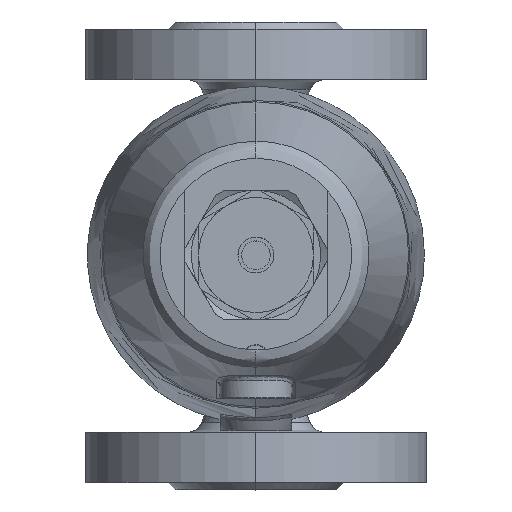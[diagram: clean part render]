
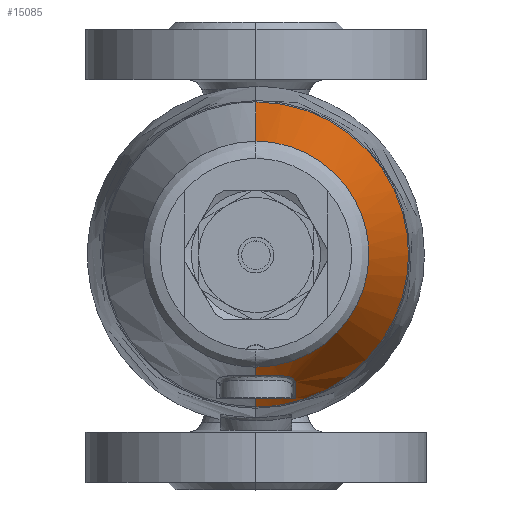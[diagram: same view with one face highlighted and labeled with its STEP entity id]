
A CAD part, top view. The second image highlights one B-rep face of the part: STEP entity #15085.
In plain terms, the highlighted free-form (B-spline) face has degree [2, 1] with [5, 2] control points.
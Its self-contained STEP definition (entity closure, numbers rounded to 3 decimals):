
#14990 = CARTESIAN_POINT ('', (0., -40., 273.782));
#14991 = VERTEX_POINT ('', #14990);
#14992 = CARTESIAN_POINT ('', (0., -42.462, 265.741));
#14993 = VERTEX_POINT ('', #14992);
#14994 = CARTESIAN_POINT ('', (0., -40., 273.782));
#14995 = CARTESIAN_POINT ('', (0., -42.462, 265.741));
#14996 = B_SPLINE_CURVE_WITH_KNOTS ('', 1, (#14994, #14995), .UNSPECIFIED., .F., .U., (2, 2), (0.777, 1.), .UNSPECIFIED.);
#14997 = EDGE_CURVE ('', #14991, #14993, #14996, .T.);
#14998 = ORIENTED_EDGE ('', *, *, #14997, .T.);
#14999 = CARTESIAN_POINT ('', (0., 42.462, 265.741));
#15000 = VERTEX_POINT ('', #14999);
#15001 = CARTESIAN_POINT ('', (0., 42.462, 265.741));
#15002 = CARTESIAN_POINT ('', (42.462, 42.462, 265.741));
#15003 = CARTESIAN_POINT ('', (42.462, 0., 265.741));
#15004 = CARTESIAN_POINT ('', (42.462, -42.462, 265.741));
#15005 = CARTESIAN_POINT ('', (0., -42.462, 265.741));
#15006 = (
   BOUNDED_CURVE ()
   B_SPLINE_CURVE (2, (#15001, #15002, #15003, #15004, #15005), .UNSPECIFIED., .F., .U.)
   B_SPLINE_CURVE_WITH_KNOTS ((3, 2, 3), (360., 450., 540.), .UNSPECIFIED.)
   CURVE ()
   GEOMETRIC_REPRESENTATION_ITEM ()
   RATIONAL_B_SPLINE_CURVE ((1., 0.707, 1., 0.707, 1.))
   REPRESENTATION_ITEM ('')
);
#15007 = EDGE_CURVE ('', #15000, #14993, #15006, .T.);
#15008 = ORIENTED_EDGE ('', *, *, #15007, .F.);
#15009 = CARTESIAN_POINT ('', (0., 31.433, 301.764));
#15010 = VERTEX_POINT ('', #15009);
#15011 = CARTESIAN_POINT ('', (0., 42.462, 265.741));
#15012 = CARTESIAN_POINT ('', (0., 31.433, 301.764));
#15013 = B_SPLINE_CURVE_WITH_KNOTS ('', 1, (#15011, #15012), .UNSPECIFIED., .F., .U., (2, 2), (0., 1.), .UNSPECIFIED.);
#15014 = EDGE_CURVE ('', #15000, #15010, #15013, .T.);
#15015 = ORIENTED_EDGE ('', *, *, #15014, .T.);
#15016 = CARTESIAN_POINT ('', (0., -31.433, 301.764));
#15017 = VERTEX_POINT ('', #15016);
#15018 = CARTESIAN_POINT ('', (0., -31.433, 301.764));
#15019 = CARTESIAN_POINT ('', (31.433, -31.433, 301.764));
#15020 = CARTESIAN_POINT ('', (31.433, 0., 301.764));
#15021 = CARTESIAN_POINT ('', (31.433, 31.433, 301.764));
#15022 = CARTESIAN_POINT ('', (0., 31.433, 301.764));
#15023 = (
   BOUNDED_CURVE ()
   B_SPLINE_CURVE (2, (#15018, #15019, #15020, #15021, #15022), .UNSPECIFIED., .F., .U.)
   B_SPLINE_CURVE_WITH_KNOTS ((3, 2, 3), (180., 270., 360.), .UNSPECIFIED.)
   CURVE ()
   GEOMETRIC_REPRESENTATION_ITEM ()
   RATIONAL_B_SPLINE_CURVE ((1., 0.707, 1., 0.707, 1.))
   REPRESENTATION_ITEM ('')
);
#15024 = EDGE_CURVE ('', #15017, #15010, #15023, .T.);
#15025 = ORIENTED_EDGE ('', *, *, #15024, .F.);
#15026 = CARTESIAN_POINT ('', (0., -33.721, 294.29));
#15027 = VERTEX_POINT ('', #15026);
#15028 = CARTESIAN_POINT ('', (0., -31.433, 301.764));
#15029 = CARTESIAN_POINT ('', (0., -33.721, 294.29));
#15030 = B_SPLINE_CURVE_WITH_KNOTS ('', 1, (#15028, #15029), .UNSPECIFIED., .F., .U., (2, 2), (0., 0.207), .UNSPECIFIED.);
#15031 = EDGE_CURVE ('', #15017, #15027, #15030, .T.);
#15032 = ORIENTED_EDGE ('', *, *, #15031, .T.);
#15033 = CARTESIAN_POINT ('', (11.004, -35.547, 282.89));
#15034 = VERTEX_POINT ('', #15033);
#15035 = CARTESIAN_POINT ('', (11.004, -35.547, 282.89));
#15036 = CARTESIAN_POINT ('', (11.002, -35.285, 283.71));
#15037 = CARTESIAN_POINT ('', (10.825, -34.809, 285.367));
#15038 = CARTESIAN_POINT ('', (10.028, -34.281, 287.781));
#15039 = CARTESIAN_POINT ('', (8.718, -33.949, 289.98));
#15040 = CARTESIAN_POINT ('', (6.959, -33.782, 291.831));
#15041 = CARTESIAN_POINT ('', (4.845, -33.725, 293.227));
#15042 = CARTESIAN_POINT ('', (2.485, -33.719, 294.094));
#15043 = CARTESIAN_POINT ('', (0.828, -33.721, 294.29));
#15044 = CARTESIAN_POINT ('', (0., -33.721, 294.29));
#15045 = CARTESIAN_POINT ('', (0., -33.721, 294.29));
#15046 = B_SPLINE_CURVE_WITH_KNOTS ('', 3, (#15035, #15036, #15037, #15038, #15039, #15040, #15041, #15042, #15043, #15044, #15045), .UNSPECIFIED., .F., .U., (4, 1, 1, 1, 1, 1, 1, 1, 4), (-3.617, -3.359, -3.1, -2.842, -2.584, -2.325, -2.067, -1.809, -1.809), .UNSPECIFIED.);
#15047 = EDGE_CURVE ('', #15034, #15027, #15046, .T.);
#15048 = ORIENTED_EDGE ('', *, *, #15047, .F.);
#15049 = CARTESIAN_POINT ('', (11.044, -40., 268.894));
#15050 = VERTEX_POINT ('', #15049);
#15051 = CARTESIAN_POINT ('', (11.044, -40., 268.894));
#15052 = CARTESIAN_POINT ('', (11.032, -38.521, 273.561));
#15053 = CARTESIAN_POINT ('', (11.019, -37.037, 278.227));
#15054 = CARTESIAN_POINT ('', (11.004, -35.547, 282.89));
#15055 = B_SPLINE_CURVE_WITH_KNOTS ('', 3, (#15051, #15052, #15053, #15054), .UNSPECIFIED., .F., .U., (4, 4), (-1.469, 0.), .UNSPECIFIED.);
#15056 = EDGE_CURVE ('', #15050, #15034, #15055, .T.);
#15057 = ORIENTED_EDGE ('', *, *, #15056, .F.);
#15058 = CARTESIAN_POINT ('', (10., -40., 269.761));
#15059 = VERTEX_POINT ('', #15058);
#15060 = CARTESIAN_POINT ('', (11.044, -40., 268.894));
#15061 = CARTESIAN_POINT ('', (10.52, -40., 269.349));
#15062 = CARTESIAN_POINT ('', (10., -40., 269.761));
#15063 = (
   BOUNDED_CURVE ()
   B_SPLINE_CURVE (2, (#15060, #15061, #15062), .UNSPECIFIED., .F., .U.)
   B_SPLINE_CURVE_WITH_KNOTS ((3, 3), (0.353, 0.47), .UNSPECIFIED.)
   CURVE ()
   GEOMETRIC_REPRESENTATION_ITEM ()
   RATIONAL_B_SPLINE_CURVE ((1.012, 1.014, 1.015))
   REPRESENTATION_ITEM ('')
);
#15064 = EDGE_CURVE ('', #15050, #15059, #15063, .T.);
#15065 = ORIENTED_EDGE ('', *, *, #15064, .T.);
#15066 = CARTESIAN_POINT ('', (10., -40., 269.761));
#15067 = CARTESIAN_POINT ('', (4.924, -40., 273.782));
#15068 = CARTESIAN_POINT ('', (0., -40., 273.782));
#15069 = (
   BOUNDED_CURVE ()
   B_SPLINE_CURVE (2, (#15066, #15067, #15068), .UNSPECIFIED., .F., .U.)
   B_SPLINE_CURVE_WITH_KNOTS ((3, 3), (0.41, 1.564), .UNSPECIFIED.)
   CURVE ()
   GEOMETRIC_REPRESENTATION_ITEM ()
   RATIONAL_B_SPLINE_CURVE ((1.013, 1.029, 1.029))
   REPRESENTATION_ITEM ('')
);
#15070 = EDGE_CURVE ('', #15059, #14991, #15069, .T.);
#15071 = ORIENTED_EDGE ('', *, *, #15070, .T.);
#15072 = EDGE_LOOP ('', (#14998, #15008, #15015, #15025, #15032, #15048, #15057, #15065, #15071));
#15073 = FACE_OUTER_BOUND ('', #15072, .T.);
#15074 = CARTESIAN_POINT ('', (0., 31.433, 301.764));
#15075 = CARTESIAN_POINT ('', (0., 42.462, 265.741));
#15076 = CARTESIAN_POINT ('', (31.433, 31.433, 301.764));
#15077 = CARTESIAN_POINT ('', (42.462, 42.462, 265.741));
#15078 = CARTESIAN_POINT ('', (31.433, 0., 301.764));
#15079 = CARTESIAN_POINT ('', (42.462, 0., 265.741));
#15080 = CARTESIAN_POINT ('', (31.433, -31.433, 301.764));
#15081 = CARTESIAN_POINT ('', (42.462, -42.462, 265.741));
#15082 = CARTESIAN_POINT ('', (0., -31.433, 301.764));
#15083 = CARTESIAN_POINT ('', (0., -42.462, 265.741));
#15084 = (
   BOUNDED_SURFACE ()
   B_SPLINE_SURFACE (2, 1, ((#15074, #15075), (#15076, #15077), (#15078, #15079), (#15080, #15081), (#15082, #15083)), .UNSPECIFIED., .F., .F., .U.)
   B_SPLINE_SURFACE_WITH_KNOTS ((3, 2, 3), (2, 2), (0., 0.25, 0.5), (0., 1.), .UNSPECIFIED.)
   GEOMETRIC_REPRESENTATION_ITEM ()
   RATIONAL_B_SPLINE_SURFACE (((1., 1.), (0.707, 0.707), (1., 1.), (0.707, 0.707), (1., 1.)))
   REPRESENTATION_ITEM ('')
   SURFACE ()
);
#15085 = ADVANCED_FACE ('', (#15073), #15084, .T.);
